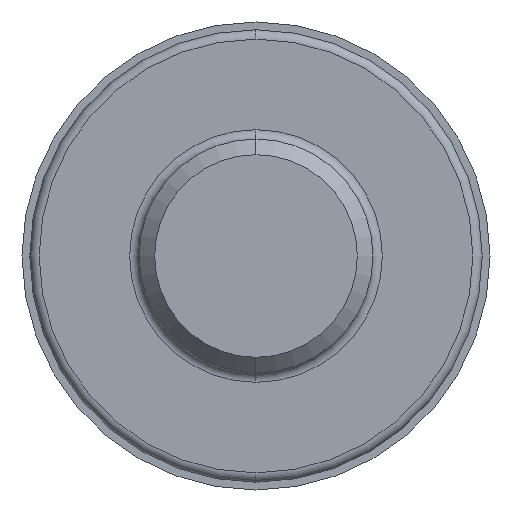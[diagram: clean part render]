
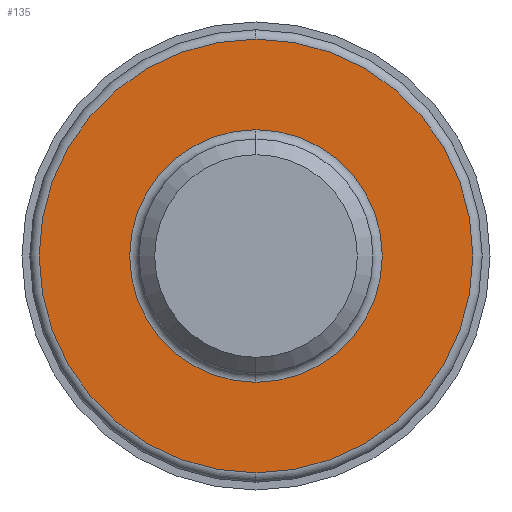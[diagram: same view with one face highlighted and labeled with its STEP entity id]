
A CAD part, left-side view. The second image highlights one B-rep face of the part: STEP entity #135.
In plain terms, the highlighted planar face has unit normal (-1, 0, 0).
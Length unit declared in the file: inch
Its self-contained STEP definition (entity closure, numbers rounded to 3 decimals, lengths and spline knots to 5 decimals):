
#48 = VERTEX_POINT ( 'NONE', #897 ) ;
#51 = CIRCLE ( 'NONE', #979, 0.40485 ) ;
#131 = DIRECTION ( 'NONE',  ( -1., 0., 0. ) ) ;
#135 = ADVANCED_FACE ( 'NONE', ( #592, #809 ), #801, .F. ) ;
#139 = CARTESIAN_POINT ( 'NONE',  ( 2.25, 0., 0. ) ) ;
#152 = CARTESIAN_POINT ( 'NONE',  ( 2.25, 0., 0.695 ) ) ;
#207 = CARTESIAN_POINT ( 'NONE',  ( 2.25, 0., 0. ) ) ;
#216 = ORIENTED_EDGE ( 'NONE', *, *, #836, .T. ) ;
#222 = DIRECTION ( 'NONE',  ( 0., 0., 1. ) ) ;
#225 = EDGE_CURVE ( 'NONE', #543, #48, #51, .T. ) ;
#281 = CARTESIAN_POINT ( 'NONE',  ( 2.25, 0., -0.695 ) ) ;
#297 = CIRCLE ( 'NONE', #759, 0.695 ) ;
#301 = EDGE_LOOP ( 'NONE', ( #761, #737 ) ) ;
#315 = DIRECTION ( 'NONE',  ( -1., 0., 0. ) ) ;
#318 = VERTEX_POINT ( 'NONE', #152 ) ;
#323 = VERTEX_POINT ( 'NONE', #281 ) ;
#326 = AXIS2_PLACEMENT_3D ( 'NONE', #207, #131, #1021 ) ;
#343 = CIRCLE ( 'NONE', #326, 0.695 ) ;
#383 = AXIS2_PLACEMENT_3D ( 'NONE', #636, #476, #952 ) ;
#417 = CIRCLE ( 'NONE', #1038, 0.40485 ) ;
#447 = EDGE_LOOP ( 'NONE', ( #611, #216 ) ) ;
#476 = DIRECTION ( 'NONE',  ( 1., 0., 0. ) ) ;
#543 = VERTEX_POINT ( 'NONE', #686 ) ;
#564 = CARTESIAN_POINT ( 'NONE',  ( 2.25, 0., 0. ) ) ;
#579 = DIRECTION ( 'NONE',  ( 0., 0., 1. ) ) ;
#592 = FACE_BOUND ( 'NONE', #301, .T. ) ;
#611 = ORIENTED_EDGE ( 'NONE', *, *, #856, .T. ) ;
#636 = CARTESIAN_POINT ( 'NONE',  ( 2.25, 0.695, 0. ) ) ;
#686 = CARTESIAN_POINT ( 'NONE',  ( 2.25, 0., -0.40485 ) ) ;
#713 = DIRECTION ( 'NONE',  ( -1., 0., 0. ) ) ;
#732 = EDGE_CURVE ( 'NONE', #48, #543, #417, .T. ) ;
#737 = ORIENTED_EDGE ( 'NONE', *, *, #225, .F. ) ;
#759 = AXIS2_PLACEMENT_3D ( 'NONE', #564, #315, #579 ) ;
#761 = ORIENTED_EDGE ( 'NONE', *, *, #732, .F. ) ;
#801 = PLANE ( 'NONE',  #383 ) ;
#809 = FACE_OUTER_BOUND ( 'NONE', #447, .T. ) ;
#836 = EDGE_CURVE ( 'NONE', #323, #318, #343, .T. ) ;
#856 = EDGE_CURVE ( 'NONE', #318, #323, #297, .T. ) ;
#877 = CARTESIAN_POINT ( 'NONE',  ( 2.25, 0., 0. ) ) ;
#897 = CARTESIAN_POINT ( 'NONE',  ( 2.25, 0., 0.40485 ) ) ;
#950 = DIRECTION ( 'NONE',  ( -1., 0., 0. ) ) ;
#952 = DIRECTION ( 'NONE',  ( 0., 0., -1. ) ) ;
#979 = AXIS2_PLACEMENT_3D ( 'NONE', #877, #950, #1031 ) ;
#1021 = DIRECTION ( 'NONE',  ( 0., 0., 1. ) ) ;
#1031 = DIRECTION ( 'NONE',  ( 0., 0., 1. ) ) ;
#1038 = AXIS2_PLACEMENT_3D ( 'NONE', #139, #713, #222 ) ;
